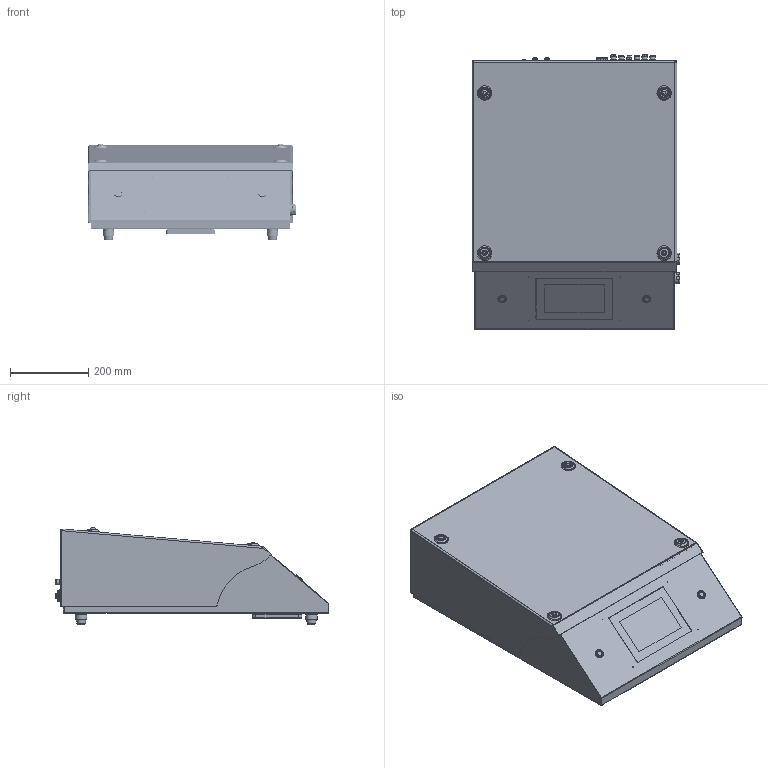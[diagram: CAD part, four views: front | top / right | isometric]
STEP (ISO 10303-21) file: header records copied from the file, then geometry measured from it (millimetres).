
FILE_DESCRIPTION(/* description */ (''),/* implementation_level */ '2;1');
FILE_NAME(/* name */ '600-001_ELT3000-GCU_DUMMY_001.stp',/* time_stamp */ '2020-07-08T16:03:07+02:00',/* author */ (''),/* organization */ (''),/* preprocessor_version */ 'ST-DEVELOPER v16',/* originating_system */ 'SIEMENS PLM Software NX 10.0',/* authorisation */ '');
FILE_SCHEMA (('AUTOMOTIVE_DESIGN { 1 0 10303 214 3 1 1 1 }'));
Products named in the file (1): 600-001_ELT3000-GCU_DUMMY_001
Bounding box: 532 x 701.7 x 245.88 mm (x, y, z)
Surface area: 2117221.7 mm2 (no closed solid volume)
Topology: 0 solids, 1400 shells, 1400 faces, 10182 edges, 9734 vertices
Faces by surface type: cylinder 566, plane 504, cone 143, bspline 88, torus 70, extrusion 20, sphere 9
Full cylindrical faces by diameter (mm): 3 x187, 3.3 x2, 4.5 x4, 4.9 x2, 5 x128, 5.5 x2, 6.2 x2, 8.2 x1, 11.9 x5, 14 x5, 17.4 x2, 21.9 x2, 26 x5, 29 x3, 30 x4
Entity records: 129758 total; most frequent: CARTESIAN_POINT 46147, DIRECTION 13092, ORIENTED_EDGE 9554, EDGE_CURVE 9536, VERTEX_POINT 9518, VECTOR 4912, LINE 4892, AXIS2_PLACEMENT_3D 4090
